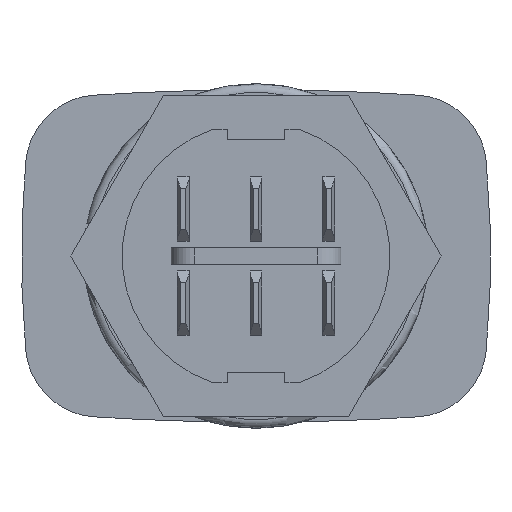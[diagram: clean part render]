
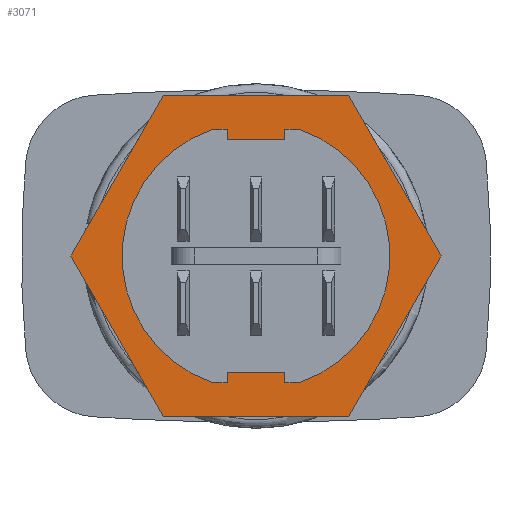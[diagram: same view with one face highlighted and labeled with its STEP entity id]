
A CAD part, front view. The second image highlights one B-rep face of the part: STEP entity #3071.
In plain terms, the highlighted planar face has unit normal (0, -1, 0).
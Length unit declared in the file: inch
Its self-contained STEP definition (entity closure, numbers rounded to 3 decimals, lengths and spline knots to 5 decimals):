
#91=FACE_BOUND('',#523,.T.);
#102=CIRCLE('',#3189,0.2285);
#103=CIRCLE('',#3191,0.2285);
#341=FACE_OUTER_BOUND('',#522,.T.);
#522=EDGE_LOOP('',(#2261,#2262,#2263,#2264,#2265,#2266));
#523=EDGE_LOOP('',(#2267,#2268,#2269,#2270,#2271,#2272,#2273,#2274,#2275,
#2276,#2277,#2278));
#616=LINE('',#4314,#889);
#620=LINE('',#4322,#893);
#623=LINE('',#4328,#896);
#626=LINE('',#4334,#899);
#629=LINE('',#4340,#902);
#632=LINE('',#4347,#905);
#636=LINE('',#4356,#909);
#640=LINE('',#4364,#913);
#643=LINE('',#4370,#916);
#646=LINE('',#4375,#919);
#826=LINE('',#4803,#1099);
#827=LINE('',#4805,#1100);
#828=LINE('',#4807,#1101);
#829=LINE('',#4809,#1102);
#830=LINE('',#4811,#1103);
#831=LINE('',#4812,#1104);
#889=VECTOR('',#3467,0.3937);
#893=VECTOR('',#3473,0.3937);
#896=VECTOR('',#3478,0.3937);
#899=VECTOR('',#3483,0.3937);
#902=VECTOR('',#3488,0.3937);
#905=VECTOR('',#3493,0.3937);
#909=VECTOR('',#3499,0.3937);
#913=VECTOR('',#3505,0.3937);
#916=VECTOR('',#3510,0.3937);
#919=VECTOR('',#3515,0.3937);
#1099=VECTOR('',#3903,0.3937);
#1100=VECTOR('',#3904,0.3937);
#1101=VECTOR('',#3905,0.3937);
#1102=VECTOR('',#3906,0.3937);
#1103=VECTOR('',#3907,0.3937);
#1104=VECTOR('',#3908,0.3937);
#1162=VERTEX_POINT('',#4312);
#1163=VERTEX_POINT('',#4313);
#1166=VERTEX_POINT('',#4321);
#1168=VERTEX_POINT('',#4327);
#1170=VERTEX_POINT('',#4333);
#1172=VERTEX_POINT('',#4339);
#1174=VERTEX_POINT('',#4345);
#1175=VERTEX_POINT('',#4346);
#1178=VERTEX_POINT('',#4354);
#1179=VERTEX_POINT('',#4355);
#1182=VERTEX_POINT('',#4363);
#1184=VERTEX_POINT('',#4369);
#1328=VERTEX_POINT('',#4801);
#1329=VERTEX_POINT('',#4802);
#1330=VERTEX_POINT('',#4804);
#1331=VERTEX_POINT('',#4806);
#1332=VERTEX_POINT('',#4808);
#1333=VERTEX_POINT('',#4810);
#1432=EDGE_CURVE('',#1162,#1163,#616,.T.);
#1436=EDGE_CURVE('',#1166,#1162,#620,.T.);
#1439=EDGE_CURVE('',#1168,#1166,#623,.T.);
#1442=EDGE_CURVE('',#1170,#1168,#626,.T.);
#1445=EDGE_CURVE('',#1163,#1172,#629,.T.);
#1448=EDGE_CURVE('',#1174,#1175,#632,.T.);
#1452=EDGE_CURVE('',#1178,#1179,#636,.T.);
#1456=EDGE_CURVE('',#1179,#1182,#640,.T.);
#1459=EDGE_CURVE('',#1182,#1184,#643,.T.);
#1462=EDGE_CURVE('',#1184,#1174,#646,.T.);
#1465=EDGE_CURVE('',#1175,#1170,#102,.T.);
#1466=EDGE_CURVE('',#1172,#1178,#103,.T.);
#1670=EDGE_CURVE('',#1328,#1329,#826,.T.);
#1671=EDGE_CURVE('',#1329,#1330,#827,.T.);
#1672=EDGE_CURVE('',#1330,#1331,#828,.T.);
#1673=EDGE_CURVE('',#1331,#1332,#829,.T.);
#1674=EDGE_CURVE('',#1332,#1333,#830,.T.);
#1675=EDGE_CURVE('',#1333,#1328,#831,.T.);
#2261=ORIENTED_EDGE('',*,*,#1670,.T.);
#2262=ORIENTED_EDGE('',*,*,#1671,.T.);
#2263=ORIENTED_EDGE('',*,*,#1672,.T.);
#2264=ORIENTED_EDGE('',*,*,#1673,.T.);
#2265=ORIENTED_EDGE('',*,*,#1674,.T.);
#2266=ORIENTED_EDGE('',*,*,#1675,.T.);
#2267=ORIENTED_EDGE('',*,*,#1465,.F.);
#2268=ORIENTED_EDGE('',*,*,#1448,.F.);
#2269=ORIENTED_EDGE('',*,*,#1462,.F.);
#2270=ORIENTED_EDGE('',*,*,#1459,.F.);
#2271=ORIENTED_EDGE('',*,*,#1456,.F.);
#2272=ORIENTED_EDGE('',*,*,#1452,.F.);
#2273=ORIENTED_EDGE('',*,*,#1466,.F.);
#2274=ORIENTED_EDGE('',*,*,#1445,.F.);
#2275=ORIENTED_EDGE('',*,*,#1432,.F.);
#2276=ORIENTED_EDGE('',*,*,#1436,.F.);
#2277=ORIENTED_EDGE('',*,*,#1439,.F.);
#2278=ORIENTED_EDGE('',*,*,#1442,.F.);
#2788=PLANE('',#3290);
#3071=ADVANCED_FACE('',(#341,#91),#2788,.T.);
#3189=AXIS2_PLACEMENT_3D('',#4379,#3521,#3522);
#3191=AXIS2_PLACEMENT_3D('',#4381,#3525,#3526);
#3290=AXIS2_PLACEMENT_3D('',#4800,#3901,#3902);
#3467=DIRECTION('',(0.,0.,1.));
#3473=DIRECTION('',(-1.,0.,0.));
#3478=DIRECTION('',(0.,0.,-1.));
#3483=DIRECTION('',(-1.,0.,0.));
#3488=DIRECTION('',(-1.,0.,0.));
#3493=DIRECTION('',(1.,0.,0.));
#3499=DIRECTION('',(1.,0.,0.));
#3505=DIRECTION('',(0.,0.,1.));
#3510=DIRECTION('',(1.,0.,0.));
#3515=DIRECTION('',(0.,0.,-1.));
#3521=DIRECTION('center_axis',(0.,-1.,0.));
#3522=DIRECTION('ref_axis',(-1.,0.,0.));
#3525=DIRECTION('center_axis',(0.,-1.,0.));
#3526=DIRECTION('ref_axis',(-1.,0.,0.));
#3901=DIRECTION('center_axis',(0.,-1.,0.));
#3902=DIRECTION('ref_axis',(0.,0.,-1.));
#3903=DIRECTION('',(-0.5,0.,-0.866));
#3904=DIRECTION('',(0.5,0.,-0.866));
#3905=DIRECTION('',(1.,0.,0.));
#3906=DIRECTION('',(0.5,0.,0.866));
#3907=DIRECTION('',(-0.5,0.,0.866));
#3908=DIRECTION('',(-1.,0.,0.));
#4312=CARTESIAN_POINT('',(-0.53076,0.16378,0.198));
#4313=CARTESIAN_POINT('',(-0.53076,0.16378,0.216));
#4314=CARTESIAN_POINT('',(-0.53076,0.16378,0.099));
#4321=CARTESIAN_POINT('',(-0.43276,0.16378,0.198));
#4322=CARTESIAN_POINT('',(-0.45726,0.16378,0.198));
#4327=CARTESIAN_POINT('',(-0.43276,0.16378,0.216));
#4328=CARTESIAN_POINT('',(-0.43276,0.16378,0.108));
#4333=CARTESIAN_POINT('',(-0.40722,0.16378,0.216));
#4334=CARTESIAN_POINT('',(-0.44449,0.16378,0.216));
#4339=CARTESIAN_POINT('',(-0.5563,0.16378,0.216));
#4340=CARTESIAN_POINT('',(-0.50626,0.16378,0.216));
#4345=CARTESIAN_POINT('',(-0.43276,0.16378,-0.216));
#4346=CARTESIAN_POINT('',(-0.40722,0.16378,-0.216));
#4347=CARTESIAN_POINT('',(-0.45726,0.16378,-0.216));
#4354=CARTESIAN_POINT('',(-0.5563,0.16378,-0.216));
#4355=CARTESIAN_POINT('',(-0.53076,0.16378,-0.216));
#4356=CARTESIAN_POINT('',(-0.51903,0.16378,-0.216));
#4363=CARTESIAN_POINT('',(-0.53076,0.16378,-0.198));
#4364=CARTESIAN_POINT('',(-0.53076,0.16378,-0.108));
#4369=CARTESIAN_POINT('',(-0.43276,0.16378,-0.198));
#4370=CARTESIAN_POINT('',(-0.50626,0.16378,-0.198));
#4375=CARTESIAN_POINT('',(-0.43276,0.16378,-0.099));
#4379=CARTESIAN_POINT('Origin',(-0.48176,0.16378,0.));
#4381=CARTESIAN_POINT('Origin',(-0.48176,0.16378,0.));
#4800=CARTESIAN_POINT('Origin',(-0.48176,0.16378,0.));
#4801=CARTESIAN_POINT('',(-0.63967,0.16378,0.2735));
#4802=CARTESIAN_POINT('',(-0.79758,0.16378,0.));
#4803=CARTESIAN_POINT('',(-0.63967,0.16378,0.2735));
#4804=CARTESIAN_POINT('',(-0.63967,0.16378,-0.2735));
#4805=CARTESIAN_POINT('',(-0.79758,0.16378,0.));
#4806=CARTESIAN_POINT('',(-0.32386,0.16378,-0.2735));
#4807=CARTESIAN_POINT('',(-0.63967,0.16378,-0.2735));
#4808=CARTESIAN_POINT('',(-0.16595,0.16378,0.));
#4809=CARTESIAN_POINT('',(-0.32386,0.16378,-0.2735));
#4810=CARTESIAN_POINT('',(-0.32386,0.16378,0.2735));
#4811=CARTESIAN_POINT('',(-0.16595,0.16378,0.));
#4812=CARTESIAN_POINT('',(-0.32386,0.16378,0.2735));
